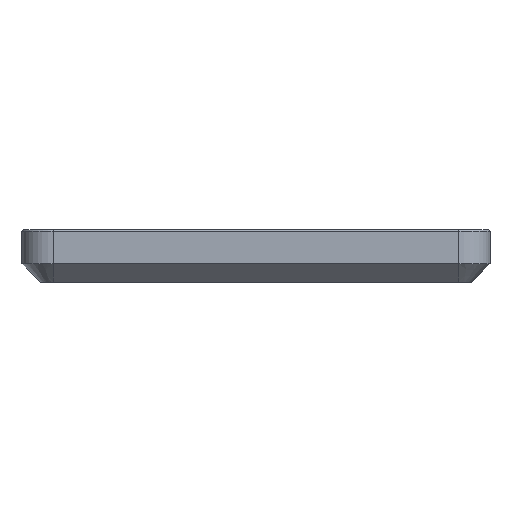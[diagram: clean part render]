
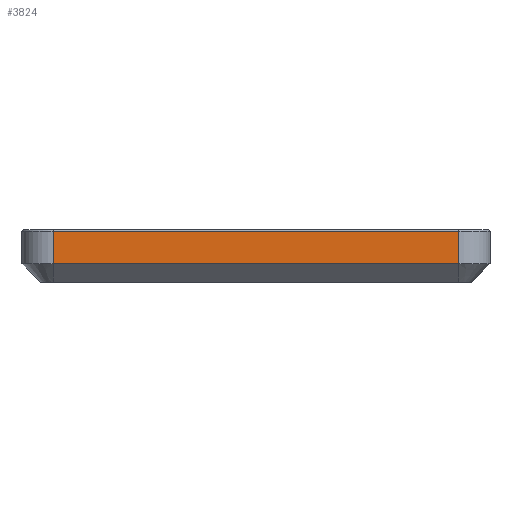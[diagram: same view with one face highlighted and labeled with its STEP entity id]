
A CAD part, left-side view. The second image highlights one B-rep face of the part: STEP entity #3824.
In plain terms, the highlighted planar face has unit normal (-1, 0, 0).
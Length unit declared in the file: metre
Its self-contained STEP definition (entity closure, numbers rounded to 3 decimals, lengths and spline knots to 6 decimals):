
#125=PLANE('',#4094);
#259=LINE('',#5420,#700);
#488=LINE('',#6166,#929);
#489=LINE('',#6170,#930);
#490=LINE('',#6172,#931);
#700=VECTOR('',#4343,1.);
#929=VECTOR('',#4724,1.);
#930=VECTOR('',#4729,1.);
#931=VECTOR('',#4730,1.);
#1531=ORIENTED_EDGE('',*,*,#2577,.T.);
#1532=ORIENTED_EDGE('',*,*,#2291,.T.);
#1533=ORIENTED_EDGE('',*,*,#2579,.F.);
#1534=ORIENTED_EDGE('',*,*,#2580,.T.);
#2291=EDGE_CURVE('',#2848,#2850,#259,.F.);
#2577=EDGE_CURVE('',#3084,#2848,#488,.T.);
#2579=EDGE_CURVE('',#3085,#2850,#489,.T.);
#2580=EDGE_CURVE('',#3085,#3084,#490,.T.);
#2848=VERTEX_POINT('',#5413);
#2850=VERTEX_POINT('',#5419);
#3084=VERTEX_POINT('',#6167);
#3085=VERTEX_POINT('',#6171);
#3322=EDGE_LOOP('',(#1531,#1532,#1533,#1534));
#3559=FACE_BOUND('',#3322,.T.);
#3824=ADVANCED_FACE('',(#3559),#125,.T.);
#4094=AXIS2_PLACEMENT_3D('',#6169,#4727,#4728);
#4343=DIRECTION('',(0.,-1.,0.));
#4724=DIRECTION('',(0.,0.,1.));
#4727=DIRECTION('',(-1.,0.,0.));
#4728=DIRECTION('',(0.,-1.,0.));
#4729=DIRECTION('',(0.,0.,1.));
#4730=DIRECTION('',(0.,-1.,0.));
#5413=CARTESIAN_POINT('',(-0.067436,-0.093569,0.008346));
#5419=CARTESIAN_POINT('',(-0.067436,0.005944,0.008346));
#5420=CARTESIAN_POINT('',(-0.067436,-0.043813,0.008346));
#6166=CARTESIAN_POINT('',(-0.067436,-0.093569,-0.0023));
#6167=CARTESIAN_POINT('',(-0.067436,-0.093569,0.0004));
#6169=CARTESIAN_POINT('',(-0.067436,-0.043813,-0.0023));
#6170=CARTESIAN_POINT('',(-0.067436,0.005944,-0.0023));
#6171=CARTESIAN_POINT('',(-0.067436,0.005944,0.0004));
#6172=CARTESIAN_POINT('',(-0.067436,-0.043813,0.0004));
